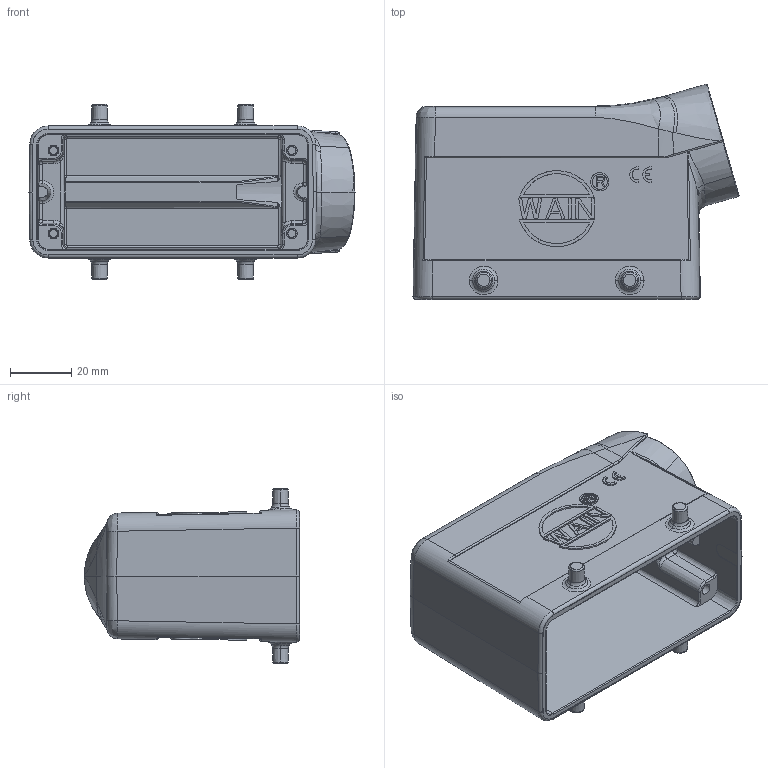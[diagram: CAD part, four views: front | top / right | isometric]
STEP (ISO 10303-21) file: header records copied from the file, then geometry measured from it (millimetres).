
FILE_DESCRIPTION(/* description */ (''),/* implementation_level */ '2;1');
FILE_NAME(/* name */ '3D_1240165301004_HV16B-SE-4B-M32_V1.1.stp',/* time_stamp */ '2024-01-09T08:52:11+08:00',/* author */ (''),/* organization */ (''),/* preprocessor_version */ 'ST-DEVELOPER v18.1',/* originating_system */ 'SIEMENS PLM Software NX 1980',/* authorisation */ '');
FILE_SCHEMA (('AUTOMOTIVE_DESIGN { 1 0 10303 214 3 1 1 1 }'));
Length unit declared in the file: millimetre
Products named in the file (1): 145928480B21yy0o
Bounding box: 106.04 x 70.13 x 57 mm (x, y, z)
Volume: 64081.4 mm3; surface area: 40477 mm2
Topology: 3 solids, 3 shells, 535 faces, 1318 edges, 820 vertices
Faces by surface type: plane 255, cylinder 110, torus 67, cone 44, bspline 43, extrusion 8, sphere 8
Full cylindrical faces by diameter (mm): 28 x1, 30.5 x1
Entity records: 19544 total; most frequent: CARTESIAN_POINT 7541, ORIENTED_EDGE 2610, DIRECTION 2224, EDGE_CURVE 1305, VERTEX_POINT 818, AXIS2_PLACEMENT_3D 769, VECTOR 686, LINE 678
